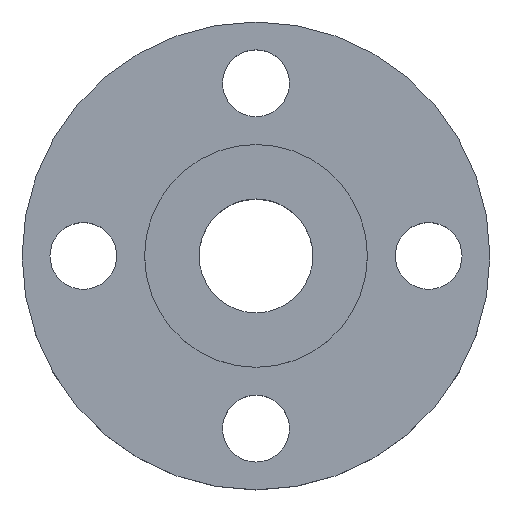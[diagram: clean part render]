
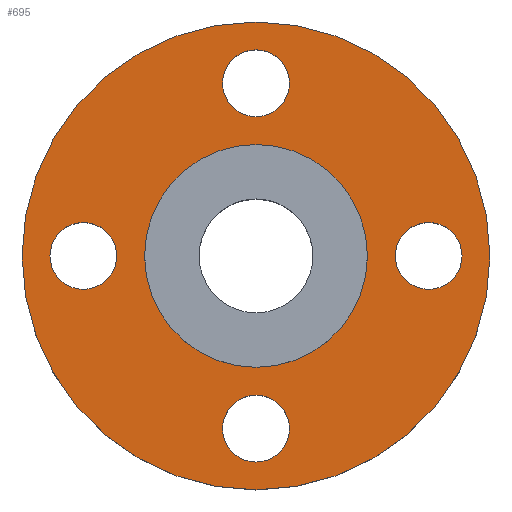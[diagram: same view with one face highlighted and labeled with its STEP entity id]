
A CAD part, top view. The second image highlights one B-rep face of the part: STEP entity #695.
In plain terms, the highlighted planar face has unit normal (0, 0, 1).
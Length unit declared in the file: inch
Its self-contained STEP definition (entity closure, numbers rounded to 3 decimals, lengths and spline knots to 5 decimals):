
#4 = CARTESIAN_POINT ( 'NONE',  ( 2.625, 0., -0.25 ) ) ;
#8 = EDGE_CURVE ( 'NONE', #781, #654, #434, .T. ) ;
#9 = ORIENTED_EDGE ( 'NONE', *, *, #685, .T. ) ;
#13 = DIRECTION ( 'NONE',  ( 0., -1., 0. ) ) ;
#14 = FACE_BOUND ( 'NONE', #532, .T. ) ;
#23 = CARTESIAN_POINT ( 'NONE',  ( 0.375, 1.9375, -0.25 ) ) ;
#25 = AXIS2_PLACEMENT_3D ( 'NONE', #802, #477, #273 ) ;
#28 = ORIENTED_EDGE ( 'NONE', *, *, #70, .F. ) ;
#31 = CARTESIAN_POINT ( 'NONE',  ( -2.3125, 0., -0.25 ) ) ;
#62 = EDGE_CURVE ( 'NONE', #596, #343, #590, .T. ) ;
#63 = CARTESIAN_POINT ( 'NONE',  ( 1.5625, 0., -0.25 ) ) ;
#68 = EDGE_LOOP ( 'NONE', ( #144, #852 ) ) ;
#70 = EDGE_CURVE ( 'NONE', #654, #781, #366, .T. ) ;
#72 = ORIENTED_EDGE ( 'NONE', *, *, #429, .F. ) ;
#79 = CIRCLE ( 'NONE', #239, 0.375 ) ;
#80 = CARTESIAN_POINT ( 'NONE',  ( 0., 1.25, -0.25 ) ) ;
#86 = CARTESIAN_POINT ( 'NONE',  ( -0.375, -1.9375, -0.25 ) ) ;
#93 = ORIENTED_EDGE ( 'NONE', *, *, #174, .F. ) ;
#103 = EDGE_CURVE ( 'NONE', #111, #411, #673, .T. ) ;
#109 = DIRECTION ( 'NONE',  ( 0., 0., 1. ) ) ;
#111 = VERTEX_POINT ( 'NONE', #230 ) ;
#131 = DIRECTION ( 'NONE',  ( 1., 0., 0. ) ) ;
#138 = DIRECTION ( 'NONE',  ( 0., 1., 0. ) ) ;
#144 = ORIENTED_EDGE ( 'NONE', *, *, #255, .F. ) ;
#150 = FACE_OUTER_BOUND ( 'NONE', #697, .T. ) ;
#161 = DIRECTION ( 'NONE',  ( 0., 0., 1. ) ) ;
#163 = CARTESIAN_POINT ( 'NONE',  ( 0.375, -1.9375, -0.25 ) ) ;
#164 = CARTESIAN_POINT ( 'NONE',  ( 0., 1.9375, -0.25 ) ) ;
#168 = DIRECTION ( 'NONE',  ( 0., -1., 0. ) ) ;
#172 = CIRCLE ( 'NONE', #25, 0.375 ) ;
#173 = AXIS2_PLACEMENT_3D ( 'NONE', #836, #307, #831 ) ;
#174 = EDGE_CURVE ( 'NONE', #646, #684, #520, .T. ) ;
#208 = CARTESIAN_POINT ( 'NONE',  ( 0., -1.9375, -0.25 ) ) ;
#209 = ORIENTED_EDGE ( 'NONE', *, *, #805, .F. ) ;
#216 = FACE_BOUND ( 'NONE', #68, .T. ) ;
#230 = CARTESIAN_POINT ( 'NONE',  ( -0.375, 1.9375, -0.25 ) ) ;
#232 = AXIS2_PLACEMENT_3D ( 'NONE', #704, #234, #312 ) ;
#233 = DIRECTION ( 'NONE',  ( 1., 0., 0. ) ) ;
#234 = DIRECTION ( 'NONE',  ( 0., 0., 1. ) ) ;
#239 = AXIS2_PLACEMENT_3D ( 'NONE', #208, #473, #138 ) ;
#242 = ORIENTED_EDGE ( 'NONE', *, *, #62, .T. ) ;
#244 = AXIS2_PLACEMENT_3D ( 'NONE', #164, #817, #168 ) ;
#249 = DIRECTION ( 'NONE',  ( 0., 0., 1. ) ) ;
#252 = CIRCLE ( 'NONE', #470, 2.625 ) ;
#255 = EDGE_CURVE ( 'NONE', #515, #715, #573, .T. ) ;
#263 = DIRECTION ( 'NONE',  ( 1., 0., 0. ) ) ;
#273 = DIRECTION ( 'NONE',  ( 1., 0., 0. ) ) ;
#284 = FACE_BOUND ( 'NONE', #478, .T. ) ;
#288 = CARTESIAN_POINT ( 'NONE',  ( 0., 1.9375, -0.25 ) ) ;
#303 = CARTESIAN_POINT ( 'NONE',  ( 0., 0., -0.25 ) ) ;
#307 = DIRECTION ( 'NONE',  ( 0., 0., 1. ) ) ;
#308 = AXIS2_PLACEMENT_3D ( 'NONE', #80, #351, #810 ) ;
#312 = DIRECTION ( 'NONE',  ( 1., 0., 0. ) ) ;
#343 = VERTEX_POINT ( 'NONE', #4 ) ;
#345 = EDGE_CURVE ( 'NONE', #684, #646, #172, .T. ) ;
#348 = AXIS2_PLACEMENT_3D ( 'NONE', #390, #249, #523 ) ;
#351 = DIRECTION ( 'NONE',  ( 0., 0., -1. ) ) ;
#360 = CIRCLE ( 'NONE', #845, 1.25 ) ;
#363 = CARTESIAN_POINT ( 'NONE',  ( -1.5625, 0., -0.25 ) ) ;
#366 = CIRCLE ( 'NONE', #445, 0.375 ) ;
#377 = ORIENTED_EDGE ( 'NONE', *, *, #345, .F. ) ;
#382 = CARTESIAN_POINT ( 'NONE',  ( 1.25, 0., -0.25 ) ) ;
#388 = CARTESIAN_POINT ( 'NONE',  ( 0., 0., -0.25 ) ) ;
#389 = EDGE_CURVE ( 'NONE', #674, #700, #79, .T. ) ;
#390 = CARTESIAN_POINT ( 'NONE',  ( 0., -1.9375, -0.25 ) ) ;
#399 = DIRECTION ( 'NONE',  ( 0., 0., 1. ) ) ;
#411 = VERTEX_POINT ( 'NONE', #23 ) ;
#425 = CARTESIAN_POINT ( 'NONE',  ( -2.625, 0., -0.25 ) ) ;
#429 = EDGE_CURVE ( 'NONE', #700, #674, #703, .T. ) ;
#430 = AXIS2_PLACEMENT_3D ( 'NONE', #388, #527, #643 ) ;
#434 = CIRCLE ( 'NONE', #173, 0.375 ) ;
#445 = AXIS2_PLACEMENT_3D ( 'NONE', #767, #109, #497 ) ;
#446 = DIRECTION ( 'NONE',  ( 0., 0., 1. ) ) ;
#470 = AXIS2_PLACEMENT_3D ( 'NONE', #303, #602, #131 ) ;
#473 = DIRECTION ( 'NONE',  ( 0., 0., 1. ) ) ;
#477 = DIRECTION ( 'NONE',  ( 0., 0., 1. ) ) ;
#478 = EDGE_LOOP ( 'NONE', ( #677, #72 ) ) ;
#495 = ORIENTED_EDGE ( 'NONE', *, *, #8, .F. ) ;
#497 = DIRECTION ( 'NONE',  ( -1., 0., 0. ) ) ;
#515 = VERTEX_POINT ( 'NONE', #382 ) ;
#520 = CIRCLE ( 'NONE', #624, 0.375 ) ;
#523 = DIRECTION ( 'NONE',  ( 0., 1., 0. ) ) ;
#527 = DIRECTION ( 'NONE',  ( 0., 0., 1. ) ) ;
#532 = EDGE_LOOP ( 'NONE', ( #28, #495 ) ) ;
#554 = CARTESIAN_POINT ( 'NONE',  ( 2.3125, 0., -0.25 ) ) ;
#566 = FACE_BOUND ( 'NONE', #759, .T. ) ;
#573 = CIRCLE ( 'NONE', #430, 1.25 ) ;
#590 = CIRCLE ( 'NONE', #232, 2.625 ) ;
#596 = VERTEX_POINT ( 'NONE', #425 ) ;
#602 = DIRECTION ( 'NONE',  ( 0., 0., 1. ) ) ;
#624 = AXIS2_PLACEMENT_3D ( 'NONE', #855, #446, #263 ) ;
#633 = EDGE_CURVE ( 'NONE', #715, #515, #360, .T. ) ;
#636 = AXIS2_PLACEMENT_3D ( 'NONE', #288, #161, #13 ) ;
#643 = DIRECTION ( 'NONE',  ( 1., 0., 0. ) ) ;
#646 = VERTEX_POINT ( 'NONE', #363 ) ;
#654 = VERTEX_POINT ( 'NONE', #554 ) ;
#661 = CARTESIAN_POINT ( 'NONE',  ( -1.25, 0., -0.25 ) ) ;
#673 = CIRCLE ( 'NONE', #244, 0.375 ) ;
#674 = VERTEX_POINT ( 'NONE', #163 ) ;
#677 = ORIENTED_EDGE ( 'NONE', *, *, #389, .F. ) ;
#679 = PLANE ( 'NONE',  #308 ) ;
#680 = EDGE_LOOP ( 'NONE', ( #93, #377 ) ) ;
#684 = VERTEX_POINT ( 'NONE', #31 ) ;
#685 = EDGE_CURVE ( 'NONE', #343, #596, #252, .T. ) ;
#695 = ADVANCED_FACE ( 'NONE', ( #566, #14, #284, #806, #216, #150 ), #679, .F. ) ;
#697 = EDGE_LOOP ( 'NONE', ( #9, #242 ) ) ;
#700 = VERTEX_POINT ( 'NONE', #86 ) ;
#703 = CIRCLE ( 'NONE', #348, 0.375 ) ;
#704 = CARTESIAN_POINT ( 'NONE',  ( 0., 0., -0.25 ) ) ;
#715 = VERTEX_POINT ( 'NONE', #661 ) ;
#724 = ORIENTED_EDGE ( 'NONE', *, *, #103, .F. ) ;
#742 = CARTESIAN_POINT ( 'NONE',  ( 0., 0., -0.25 ) ) ;
#746 = CIRCLE ( 'NONE', #636, 0.375 ) ;
#759 = EDGE_LOOP ( 'NONE', ( #209, #724 ) ) ;
#767 = CARTESIAN_POINT ( 'NONE',  ( 1.9375, 0., -0.25 ) ) ;
#781 = VERTEX_POINT ( 'NONE', #63 ) ;
#802 = CARTESIAN_POINT ( 'NONE',  ( -1.9375, 0., -0.25 ) ) ;
#805 = EDGE_CURVE ( 'NONE', #411, #111, #746, .T. ) ;
#806 = FACE_BOUND ( 'NONE', #680, .T. ) ;
#810 = DIRECTION ( 'NONE',  ( -1., 0., 0. ) ) ;
#817 = DIRECTION ( 'NONE',  ( 0., 0., 1. ) ) ;
#831 = DIRECTION ( 'NONE',  ( -1., 0., 0. ) ) ;
#836 = CARTESIAN_POINT ( 'NONE',  ( 1.9375, 0., -0.25 ) ) ;
#845 = AXIS2_PLACEMENT_3D ( 'NONE', #742, #399, #233 ) ;
#852 = ORIENTED_EDGE ( 'NONE', *, *, #633, .F. ) ;
#855 = CARTESIAN_POINT ( 'NONE',  ( -1.9375, 0., -0.25 ) ) ;
